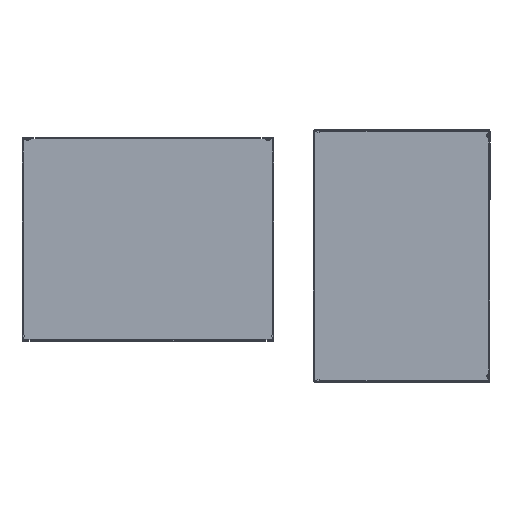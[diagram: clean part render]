
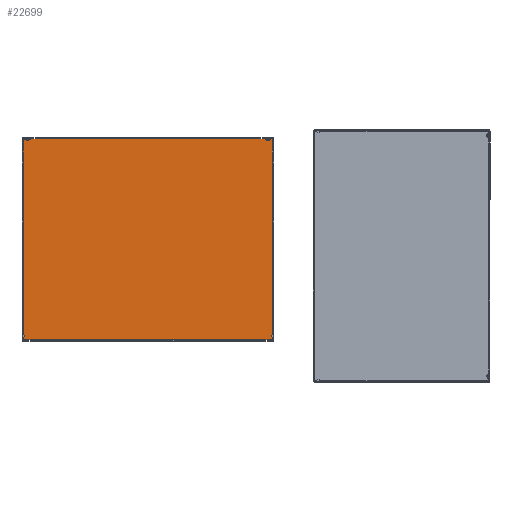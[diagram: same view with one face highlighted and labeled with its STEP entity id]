
A CAD part, top view. The second image highlights one B-rep face of the part: STEP entity #22699.
In plain terms, the highlighted planar face has unit normal (0, 0, 1).
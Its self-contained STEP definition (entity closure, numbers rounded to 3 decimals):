
#1175=FACE_OUTER_BOUND('',#2518,.T.);
#2518=EDGE_LOOP('',(#18040,#18041,#18042,#18043,#18044,#18045,#18046,#18047,
#18048,#18049,#18050,#18051));
#5196=LINE('',#36166,#7824);
#5200=LINE('',#36175,#7828);
#5204=LINE('',#36184,#7832);
#5208=LINE('',#36193,#7836);
#5240=LINE('',#36308,#7868);
#5241=LINE('',#36311,#7869);
#5242=LINE('',#36312,#7870);
#5243=LINE('',#36313,#7871);
#5244=LINE('',#36315,#7872);
#5245=LINE('',#36317,#7873);
#5246=LINE('',#36318,#7874);
#5247=LINE('',#36319,#7875);
#7824=VECTOR('',#28357,10.);
#7828=VECTOR('',#28363,10.);
#7832=VECTOR('',#28369,10.);
#7836=VECTOR('',#28375,10.);
#7868=VECTOR('',#28515,10.);
#7869=VECTOR('',#28518,10.);
#7870=VECTOR('',#28519,10.);
#7871=VECTOR('',#28520,10.);
#7872=VECTOR('',#28521,10.);
#7873=VECTOR('',#28522,10.);
#7874=VECTOR('',#28523,10.);
#7875=VECTOR('',#28524,10.);
#10215=VERTEX_POINT('',#36163);
#10216=VERTEX_POINT('',#36165);
#10219=VERTEX_POINT('',#36172);
#10220=VERTEX_POINT('',#36174);
#10223=VERTEX_POINT('',#36181);
#10224=VERTEX_POINT('',#36183);
#10227=VERTEX_POINT('',#36190);
#10228=VERTEX_POINT('',#36192);
#10257=VERTEX_POINT('',#36303);
#10258=VERTEX_POINT('',#36310);
#10259=VERTEX_POINT('',#36314);
#10260=VERTEX_POINT('',#36316);
#12940=EDGE_CURVE('',#10216,#10215,#5196,.T.);
#12944=EDGE_CURVE('',#10220,#10219,#5200,.T.);
#12948=EDGE_CURVE('',#10224,#10223,#5204,.T.);
#12952=EDGE_CURVE('',#10228,#10227,#5208,.T.);
#13015=EDGE_CURVE('',#10257,#10215,#5240,.T.);
#13016=EDGE_CURVE('',#10257,#10258,#5241,.T.);
#13017=EDGE_CURVE('',#10228,#10258,#5242,.T.);
#13018=EDGE_CURVE('',#10227,#10220,#5243,.T.);
#13019=EDGE_CURVE('',#10259,#10219,#5244,.T.);
#13020=EDGE_CURVE('',#10259,#10260,#5245,.T.);
#13021=EDGE_CURVE('',#10224,#10260,#5246,.T.);
#13022=EDGE_CURVE('',#10223,#10216,#5247,.T.);
#18040=ORIENTED_EDGE('',*,*,#13015,.F.);
#18041=ORIENTED_EDGE('',*,*,#13016,.T.);
#18042=ORIENTED_EDGE('',*,*,#13017,.F.);
#18043=ORIENTED_EDGE('',*,*,#12952,.T.);
#18044=ORIENTED_EDGE('',*,*,#13018,.T.);
#18045=ORIENTED_EDGE('',*,*,#12944,.T.);
#18046=ORIENTED_EDGE('',*,*,#13019,.F.);
#18047=ORIENTED_EDGE('',*,*,#13020,.T.);
#18048=ORIENTED_EDGE('',*,*,#13021,.F.);
#18049=ORIENTED_EDGE('',*,*,#12948,.T.);
#18050=ORIENTED_EDGE('',*,*,#13022,.T.);
#18051=ORIENTED_EDGE('',*,*,#12940,.T.);
#21567=PLANE('',#24309);
#22699=ADVANCED_FACE('',(#1175),#21567,.T.);
#24309=AXIS2_PLACEMENT_3D('',#36309,#28516,#28517);
#28357=DIRECTION('',(-1.,0.,0.));
#28363=DIRECTION('',(1.,0.,0.));
#28369=DIRECTION('',(-1.,0.,0.));
#28375=DIRECTION('',(1.,0.,0.));
#28515=DIRECTION('',(1.,0.,0.));
#28516=DIRECTION('center_axis',(0.,0.,
1.));
#28517=DIRECTION('ref_axis',(1.,0.,0.));
#28518=DIRECTION('',(0.,-1.,0.));
#28519=DIRECTION('',(-1.,0.,0.));
#28520=DIRECTION('',(1.,0.,0.));
#28521=DIRECTION('',(-1.,0.,0.));
#28522=DIRECTION('',(0.,1.,0.));
#28523=DIRECTION('',(1.,0.,0.));
#28524=DIRECTION('',(-1.,0.,0.));
#36163=CARTESIAN_POINT('',(-921.934,457.45,379.2));
#36165=CARTESIAN_POINT('',(-919.434,457.45,379.2));
#36166=CARTESIAN_POINT('',(-919.434,457.45,379.2));
#36172=CARTESIAN_POINT('',(-486.134,82.45,379.2));
#36174=CARTESIAN_POINT('',(-488.634,82.45,379.2));
#36175=CARTESIAN_POINT('',(-488.634,82.45,379.2));
#36181=CARTESIAN_POINT('',(-497.934,457.45,379.2));
#36183=CARTESIAN_POINT('',(-495.434,457.45,379.2));
#36184=CARTESIAN_POINT('',(-495.434,457.45,379.2));
#36190=CARTESIAN_POINT('',(-928.734,82.45,379.2));
#36192=CARTESIAN_POINT('',(-931.234,82.45,379.2));
#36193=CARTESIAN_POINT('',(-931.234,82.45,379.2));
#36303=CARTESIAN_POINT('',(-941.434,457.45,379.2));
#36308=CARTESIAN_POINT('',(-762.072,457.45,379.2));
#36309=CARTESIAN_POINT('Origin',(-591.059,269.95,379.2));
#36310=CARTESIAN_POINT('',(-941.434,82.45,379.2));
#36311=CARTESIAN_POINT('',(-941.434,363.7,379.2));
#36312=CARTESIAN_POINT('',(-764.397,82.45,379.2));
#36313=CARTESIAN_POINT('',(-533.497,82.45,379.2));
#36314=CARTESIAN_POINT('',(-475.934,82.45,379.2));
#36315=CARTESIAN_POINT('',(-535.347,82.45,379.2));
#36316=CARTESIAN_POINT('',(-475.934,457.45,379.2));
#36317=CARTESIAN_POINT('',(-475.934,363.7,379.2));
#36318=CARTESIAN_POINT('',(-537.672,457.45,379.2));
#36319=CARTESIAN_POINT('',(-649.872,457.45,379.2));
